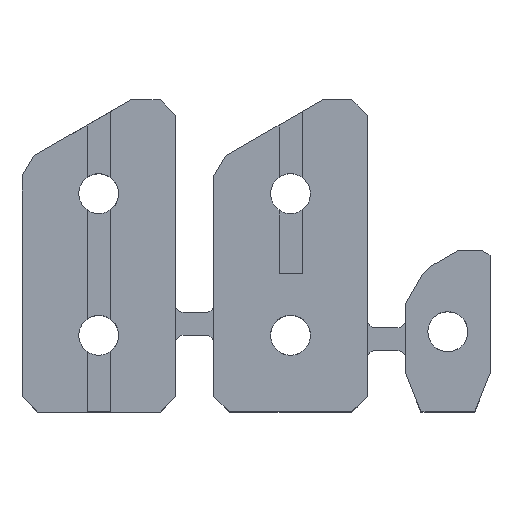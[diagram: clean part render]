
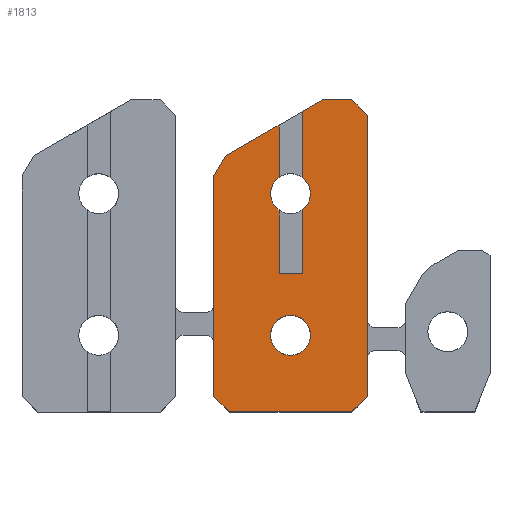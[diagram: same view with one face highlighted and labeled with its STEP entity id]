
A CAD part, top view. The second image highlights one B-rep face of the part: STEP entity #1813.
In plain terms, the highlighted planar face has unit normal (0, 0, 1).
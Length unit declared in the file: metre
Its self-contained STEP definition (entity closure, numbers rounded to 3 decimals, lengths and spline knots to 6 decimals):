
#16=FACE_BOUND('',#215,.T.);
#44=PLANE('',#1946);
#127=FACE_OUTER_BOUND('',#214,.T.);
#214=EDGE_LOOP('',(#1400,#1401,#1402,#1403,#1404,#1405,#1406,#1407,#1408,
#1409,#1410,#1411,#1412,#1413,#1414,#1415,#1416,#1417,#1418));
#215=EDGE_LOOP('',(#1419));
#286=LINE('',#2563,#507);
#315=LINE('',#2644,#536);
#349=LINE('',#2728,#570);
#352=LINE('',#2732,#573);
#355=LINE('',#2738,#576);
#357=LINE('',#2744,#578);
#361=LINE('',#2752,#582);
#365=LINE('',#2759,#586);
#367=LINE('',#2762,#588);
#373=LINE('',#2788,#594);
#374=LINE('',#2790,#595);
#375=LINE('',#2791,#596);
#376=LINE('',#2793,#597);
#377=LINE('',#2795,#598);
#378=LINE('',#2796,#599);
#379=LINE('',#2797,#600);
#507=VECTOR('',#2052,0.01);
#536=VECTOR('',#2129,0.01);
#570=VECTOR('',#2201,0.01);
#573=VECTOR('',#2206,0.01);
#576=VECTOR('',#2211,0.01);
#578=VECTOR('',#2215,0.01);
#582=VECTOR('',#2221,0.01);
#586=VECTOR('',#2227,0.01);
#588=VECTOR('',#2231,0.01);
#594=VECTOR('',#2257,0.01);
#595=VECTOR('',#2258,0.01);
#596=VECTOR('',#2259,0.01);
#597=VECTOR('',#2260,0.01);
#598=VECTOR('',#2261,0.01);
#599=VECTOR('',#2262,0.01);
#600=VECTOR('',#2263,0.01);
#729=CIRCLE('',#1913,0.0026);
#737=CIRCLE('',#1938,0.0026);
#739=CIRCLE('',#1940,0.0026);
#741=CIRCLE('',#1942,0.0026);
#782=VERTEX_POINT('',#2560);
#783=VERTEX_POINT('',#2562);
#810=VERTEX_POINT('',#2641);
#811=VERTEX_POINT('',#2643);
#813=VERTEX_POINT('',#2650);
#841=VERTEX_POINT('',#2725);
#842=VERTEX_POINT('',#2727);
#844=VERTEX_POINT('',#2736);
#845=VERTEX_POINT('',#2740);
#847=VERTEX_POINT('',#2743);
#850=VERTEX_POINT('',#2751);
#852=VERTEX_POINT('',#2757);
#853=VERTEX_POINT('',#2764);
#854=VERTEX_POINT('',#2765);
#857=VERTEX_POINT('',#2771);
#858=VERTEX_POINT('',#2773);
#861=VERTEX_POINT('',#2779);
#863=VERTEX_POINT('',#2789);
#864=VERTEX_POINT('',#2792);
#865=VERTEX_POINT('',#2794);
#966=EDGE_CURVE('',#782,#783,#286,.T.);
#1007=EDGE_CURVE('',#810,#811,#315,.T.);
#1011=EDGE_CURVE('',#813,#813,#729,.T.);
#1049=EDGE_CURVE('',#841,#842,#349,.T.);
#1052=EDGE_CURVE('',#811,#841,#352,.T.);
#1055=EDGE_CURVE('',#844,#810,#355,.T.);
#1057=EDGE_CURVE('',#845,#847,#357,.T.);
#1061=EDGE_CURVE('',#850,#783,#361,.T.);
#1065=EDGE_CURVE('',#852,#844,#365,.T.);
#1067=EDGE_CURVE('',#842,#782,#367,.T.);
#1068=EDGE_CURVE('',#853,#854,#737,.T.);
#1072=EDGE_CURVE('',#858,#857,#739,.T.);
#1076=EDGE_CURVE('',#854,#861,#741,.T.);
#1081=EDGE_CURVE('',#853,#845,#373,.T.);
#1082=EDGE_CURVE('',#863,#861,#374,.T.);
#1083=EDGE_CURVE('',#863,#850,#375,.T.);
#1084=EDGE_CURVE('',#864,#852,#376,.T.);
#1085=EDGE_CURVE('',#864,#865,#377,.T.);
#1086=EDGE_CURVE('',#865,#858,#378,.T.);
#1087=EDGE_CURVE('',#857,#847,#379,.T.);
#1400=ORIENTED_EDGE('',*,*,#1057,.F.);
#1401=ORIENTED_EDGE('',*,*,#1081,.F.);
#1402=ORIENTED_EDGE('',*,*,#1068,.T.);
#1403=ORIENTED_EDGE('',*,*,#1076,.T.);
#1404=ORIENTED_EDGE('',*,*,#1082,.F.);
#1405=ORIENTED_EDGE('',*,*,#1083,.T.);
#1406=ORIENTED_EDGE('',*,*,#1061,.T.);
#1407=ORIENTED_EDGE('',*,*,#966,.F.);
#1408=ORIENTED_EDGE('',*,*,#1067,.F.);
#1409=ORIENTED_EDGE('',*,*,#1049,.F.);
#1410=ORIENTED_EDGE('',*,*,#1052,.F.);
#1411=ORIENTED_EDGE('',*,*,#1007,.F.);
#1412=ORIENTED_EDGE('',*,*,#1055,.F.);
#1413=ORIENTED_EDGE('',*,*,#1065,.F.);
#1414=ORIENTED_EDGE('',*,*,#1084,.F.);
#1415=ORIENTED_EDGE('',*,*,#1085,.T.);
#1416=ORIENTED_EDGE('',*,*,#1086,.T.);
#1417=ORIENTED_EDGE('',*,*,#1072,.T.);
#1418=ORIENTED_EDGE('',*,*,#1087,.T.);
#1419=ORIENTED_EDGE('',*,*,#1011,.T.);
#1813=ADVANCED_FACE('',(#127,#16),#44,.T.);
#1913=AXIS2_PLACEMENT_3D('',#2651,#2135,#2136);
#1938=AXIS2_PLACEMENT_3D('',#2766,#2234,#2235);
#1940=AXIS2_PLACEMENT_3D('',#2774,#2240,#2241);
#1942=AXIS2_PLACEMENT_3D('',#2781,#2246,#2247);
#1946=AXIS2_PLACEMENT_3D('',#2787,#2255,#2256);
#2052=DIRECTION('',(0.,1.,0.));
#2129=DIRECTION('',(0.,-1.,0.));
#2135=DIRECTION('center_axis',(0.,0.,-1.));
#2136=DIRECTION('ref_axis',(1.,0.,0.));
#2201=DIRECTION('',(-1.,0.,0.));
#2206=DIRECTION('',(-0.707,-0.707,0.));
#2211=DIRECTION('',(0.707,-0.707,0.));
#2215=DIRECTION('',(1.,0.,0.));
#2221=DIRECTION('',(-0.5,-0.866,0.));
#2227=DIRECTION('',(1.,0.,0.));
#2231=DIRECTION('',(-0.707,0.707,0.));
#2234=DIRECTION('center_axis',(0.,0.,-1.));
#2235=DIRECTION('ref_axis',(1.,0.,0.));
#2240=DIRECTION('center_axis',(0.,0.,-1.));
#2241=DIRECTION('ref_axis',(1.,0.,0.));
#2246=DIRECTION('center_axis',(0.,0.,-1.));
#2247=DIRECTION('ref_axis',(1.,0.,0.));
#2255=DIRECTION('center_axis',(0.,0.,1.));
#2256=DIRECTION('ref_axis',(-1.,0.,0.));
#2257=DIRECTION('',(0.,-1.,0.));
#2258=DIRECTION('',(0.,-1.,0.));
#2259=DIRECTION('',(-0.866,-0.5,0.));
#2260=DIRECTION('',(0.866,0.5,0.));
#2261=DIRECTION('',(1.,0.,0.));
#2262=DIRECTION('',(0.,-1.,0.));
#2263=DIRECTION('',(0.,-1.,0.));
#2560=CARTESIAN_POINT('',(0.005,0.002,0.009));
#2562=CARTESIAN_POINT('',(0.005,0.030768,0.009));
#2563=CARTESIAN_POINT('',(0.005,0.017125,0.009));
#2641=CARTESIAN_POINT('',(0.025,0.038681,0.009));
#2643=CARTESIAN_POINT('',(0.025,0.002,0.009));
#2644=CARTESIAN_POINT('',(0.025,0.020012,0.009));
#2650=CARTESIAN_POINT('',(0.0124,0.01,0.009));
#2651=CARTESIAN_POINT('Origin',(0.015,0.01,0.009));
#2725=CARTESIAN_POINT('',(0.023,0.,0.009));
#2727=CARTESIAN_POINT('',(0.007,0.,0.009));
#2728=CARTESIAN_POINT('',(0.015,0.,0.009));
#2732=CARTESIAN_POINT('',(0.026,0.003,0.009));
#2736=CARTESIAN_POINT('',(0.023,0.040681,0.009));
#2738=CARTESIAN_POINT('',(0.02717,0.036511,0.009));
#2740=CARTESIAN_POINT('',(0.0135,0.018,0.009));
#2743=CARTESIAN_POINT('',(0.0165,0.018,0.009));
#2744=CARTESIAN_POINT('',(0.017811,0.018,0.009));
#2751=CARTESIAN_POINT('',(0.0065,0.033366,0.009));
#2752=CARTESIAN_POINT('',(0.003486,0.028145,0.009));
#2757=CARTESIAN_POINT('',(0.01917,0.040681,0.009));
#2759=CARTESIAN_POINT('',(0.017085,0.040681,0.009));
#2762=CARTESIAN_POINT('',(0.004,0.003,0.009));
#2764=CARTESIAN_POINT('',(0.0135,0.026335,0.009));
#2765=CARTESIAN_POINT('',(0.0124,0.028459,0.009));
#2766=CARTESIAN_POINT('Origin',(0.015,0.028459,0.009));
#2771=CARTESIAN_POINT('',(0.0165,0.026335,0.009));
#2773=CARTESIAN_POINT('',(0.0165,0.030582,0.009));
#2774=CARTESIAN_POINT('Origin',(0.015,0.028459,0.009));
#2779=CARTESIAN_POINT('',(0.0135,0.030582,0.009));
#2781=CARTESIAN_POINT('Origin',(0.015,0.028459,0.009));
#2787=CARTESIAN_POINT('Origin',(0.015,0.018,0.009));
#2788=CARTESIAN_POINT('',(0.0135,0.018,0.009));
#2789=CARTESIAN_POINT('',(0.0135,0.037407,0.009));
#2790=CARTESIAN_POINT('',(0.0135,0.018,0.009));
#2791=CARTESIAN_POINT('',(0.010048,0.035415,0.009));
#2792=CARTESIAN_POINT('',(0.016402,0.039083,0.009));
#2793=CARTESIAN_POINT('',(0.010611,0.035739,0.009));
#2794=CARTESIAN_POINT('',(0.0165,0.039083,0.009));
#2795=CARTESIAN_POINT('',(0.015701,0.039083,0.009));
#2796=CARTESIAN_POINT('',(0.0165,0.018,0.009));
#2797=CARTESIAN_POINT('',(0.0165,0.018,0.009));
